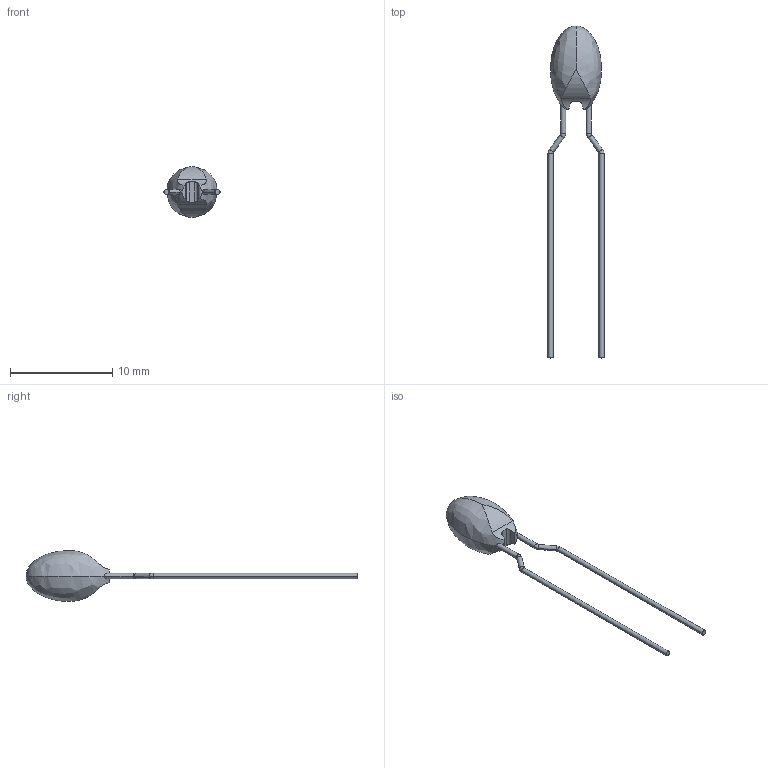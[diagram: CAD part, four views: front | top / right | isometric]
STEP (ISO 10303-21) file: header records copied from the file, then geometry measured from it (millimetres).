
FILE_DESCRIPTION (( 'STEP AP214' ), '1' );
FILE_NAME ('TAP685M016BRS.STEP', '2024-07-15T15:38:56', ( 'LENOVO' ), ( '' ), 'SwSTEP 2.0', 'SolidWorks 2021', '' );
FILE_SCHEMA (( 'AUTOMOTIVE_DESIGN' ));
Length unit declared in the file: millimetre
Products named in the file (1): TAP685M016BRS
Bounding box: 5.5 x 32.5 x 5 mm (x, y, z)
Volume: 115.2 mm3; surface area: 203.4 mm2
Topology: 3 solids, 3 shells, 45 faces, 98 edges, 55 vertices
Faces by surface type: cylinder 24, plane 9, torus 8, bspline 4
Entity records: 1404 total; most frequent: CARTESIAN_POINT 455, ORIENTED_EDGE 188, DIRECTION 182, EDGE_CURVE 94, AXIS2_PLACEMENT_3D 78, VERTEX_POINT 55, EDGE_LOOP 45, ADVANCED_FACE 45
